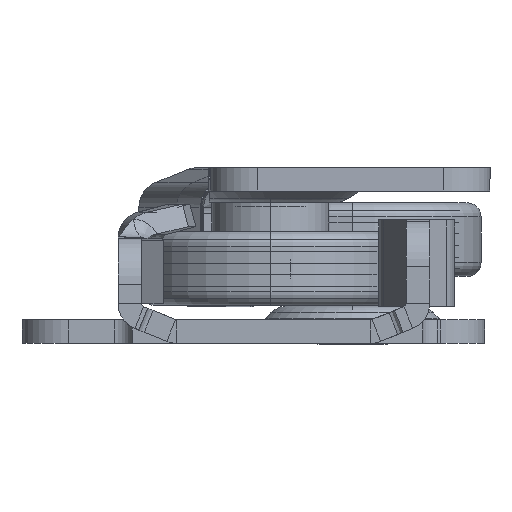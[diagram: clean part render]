
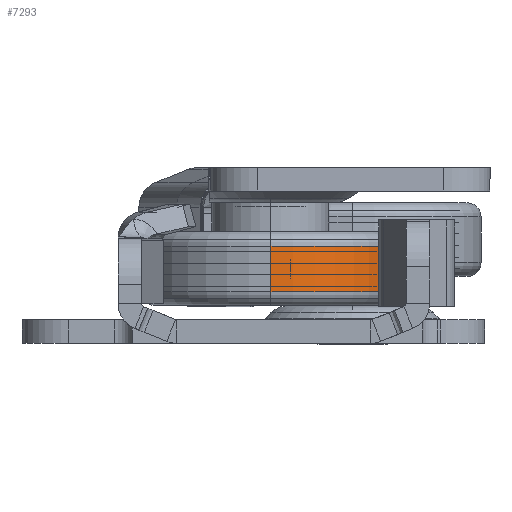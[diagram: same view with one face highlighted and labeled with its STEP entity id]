
A CAD part, left-side view. The second image highlights one B-rep face of the part: STEP entity #7293.
In plain terms, the highlighted cylindrical face has radius 11 mm (diameter 22 mm), a partial arc.
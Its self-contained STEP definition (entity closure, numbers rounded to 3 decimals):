
#8 = AXIS2_PLACEMENT_3D ( 'NONE', #11075, #13127, #464 ) ;
#421 = ORIENTED_EDGE ( 'NONE', *, *, #8034, .F. ) ;
#464 = DIRECTION ( 'NONE',  ( 0., 0., 1. ) ) ;
#1050 = DIRECTION ( 'NONE',  ( -1., 0., 0. ) ) ;
#2566 = CARTESIAN_POINT ( 'NONE',  ( 1.2, 0., 0. ) ) ;
#4219 = AXIS2_PLACEMENT_3D ( 'NONE', #2566, #1050, #7917 ) ;
#4737 = VERTEX_POINT ( 'NONE', #5448 ) ;
#5448 = CARTESIAN_POINT ( 'NONE',  ( 1.2, 0., 11. ) ) ;
#5476 = CARTESIAN_POINT ( 'NONE',  ( 1.2, 0., -11. ) ) ;
#5524 = CARTESIAN_POINT ( 'NONE',  ( 5.1, 0., 11. ) ) ;
#6365 = VERTEX_POINT ( 'NONE', #5524 ) ;
#7240 = DIRECTION ( 'NONE',  ( -1., 0., 0. ) ) ;
#7293 = ADVANCED_FACE ( 'NONE', ( #11077 ), #9272, .T. ) ;
#7727 = VECTOR ( 'NONE', #14510, 1000. ) ;
#7857 = LINE ( 'NONE', #14930, #7727 ) ;
#7917 = DIRECTION ( 'NONE',  ( 0., 0., 1. ) ) ;
#8034 = EDGE_CURVE ( 'NONE', #4737, #13134, #18822, .T. ) ;
#8127 = VERTEX_POINT ( 'NONE', #11991 ) ;
#8468 = ORIENTED_EDGE ( 'NONE', *, *, #21397, .T. ) ;
#8976 = ORIENTED_EDGE ( 'NONE', *, *, #15148, .T. ) ;
#9272 = CYLINDRICAL_SURFACE ( 'NONE', #21748, 11. ) ;
#11075 = CARTESIAN_POINT ( 'NONE',  ( 5.1, 0., 0. ) ) ;
#11077 = FACE_OUTER_BOUND ( 'NONE', #12470, .T. ) ;
#11991 = CARTESIAN_POINT ( 'NONE',  ( 5.1, 0., -11. ) ) ;
#12117 = CARTESIAN_POINT ( 'NONE',  ( 0., 0., -11. ) ) ;
#12470 = EDGE_LOOP ( 'NONE', ( #8976, #8468, #421, #15190 ) ) ;
#13127 = DIRECTION ( 'NONE',  ( -1., 0., 0. ) ) ;
#13134 = VERTEX_POINT ( 'NONE', #5476 ) ;
#14510 = DIRECTION ( 'NONE',  ( -1., 0., 0. ) ) ;
#14930 = CARTESIAN_POINT ( 'NONE',  ( 0., 0., 11. ) ) ;
#15148 = EDGE_CURVE ( 'NONE', #6365, #8127, #15731, .T. ) ;
#15190 = ORIENTED_EDGE ( 'NONE', *, *, #20700, .F. ) ;
#15731 = CIRCLE ( 'NONE', #8, 11. ) ;
#16258 = DIRECTION ( 'NONE',  ( 0., 0., 1. ) ) ;
#16371 = DIRECTION ( 'NONE',  ( -1., 0., 0. ) ) ;
#17419 = LINE ( 'NONE', #12117, #21389 ) ;
#17987 = CARTESIAN_POINT ( 'NONE',  ( 0., 0., 0. ) ) ;
#18822 = CIRCLE ( 'NONE', #4219, 11. ) ;
#20700 = EDGE_CURVE ( 'NONE', #6365, #4737, #7857, .T. ) ;
#21389 = VECTOR ( 'NONE', #7240, 1000. ) ;
#21397 = EDGE_CURVE ( 'NONE', #8127, #13134, #17419, .T. ) ;
#21748 = AXIS2_PLACEMENT_3D ( 'NONE', #17987, #16371, #16258 ) ;
